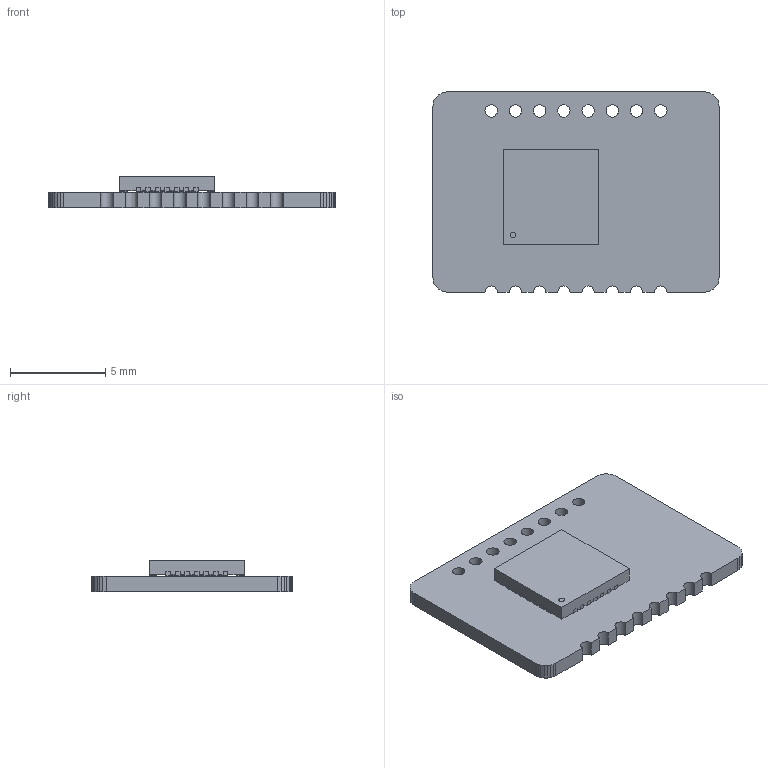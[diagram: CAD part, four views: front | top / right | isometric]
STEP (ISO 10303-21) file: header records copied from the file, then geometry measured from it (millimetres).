
FILE_DESCRIPTION(('KiCad electronic assembly'),'2;1');
FILE_NAME('EMG_DAQ_ADS1293.step','2023-11-28T17:50:32',('Pcbnew'),( 'Kicad'),'Open CASCADE STEP processor 7.5','KiCad to STEP converter' ,'Unknown');
FILE_SCHEMA(('AUTOMOTIVE_DESIGN { 1 0 10303 214 1 1 1 1 }'));
Length unit declared in the file: millimetre
Products named in the file (33): EMG_DAQ_ADS1293 1; ads1293; SOLID; EMG_DAQ_ADS1293 PCB
Assembly tree (32 placements, depth 3):
  EMG_DAQ_ADS1293 1
    ads1293
      SOLID
      SOLID
      SOLID
      SOLID
      SOLID
      SOLID
      SOLID
      SOLID
      SOLID
      SOLID
      SOLID
      SOLID
      SOLID
      SOLID
      SOLID
      SOLID
      SOLID
      SOLID
      SOLID
      SOLID
      SOLID
      SOLID
      SOLID
      SOLID
      SOLID
      SOLID
      SOLID
      SOLID
      SOLID
      SOLID
    EMG_DAQ_ADS1293 PCB
Bounding box: 15 x 10.5 x 1.65 mm (x, y, z)
Volume: 141.8 mm3; surface area: 464.6 mm2
Topology: 31 solids, 31 shells, 359 faces, 885 edges, 590 vertices
Faces by surface type: plane 342, cylinder 17
Full cylindrical faces by diameter (mm): 0.3 x1, 0.65 x8
Entity records: 22884 total; most frequent: CARTESIAN_POINT 3846, DIRECTION 3424, LINE 2570, VECTOR 2570, ORIENTED_EDGE 1770, PCURVE 1770, DEFINITIONAL_REPRESENTATION 1770, EDGE_CURVE 885
